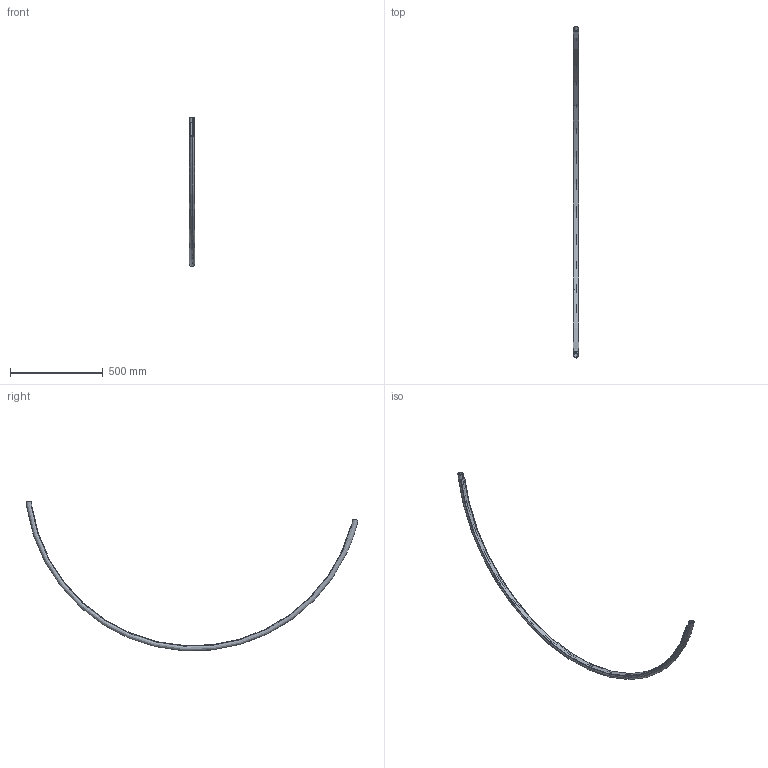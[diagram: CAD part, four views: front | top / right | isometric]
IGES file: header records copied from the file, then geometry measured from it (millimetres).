
Start section:  PTC IGES file: mice27-008.igs
Global section: file name: mice27-008.igs; native system: Pro/ENGINEER by Parametric Technology Corporation; preprocessor: 2004110; author: liuxiaokun; organization: Unknown; date: 080428.080952; units: millimetre
Bounding box: 30 x 1792.14 x 807.15 mm (x, y, z)
Volume: 731255.8 mm3; surface area: 455444.9 mm2
Topology: 1 solids, 1 shells, 16 faces, 40 edges, 26 vertices
Faces by surface type: revolution 10, bspline 6
